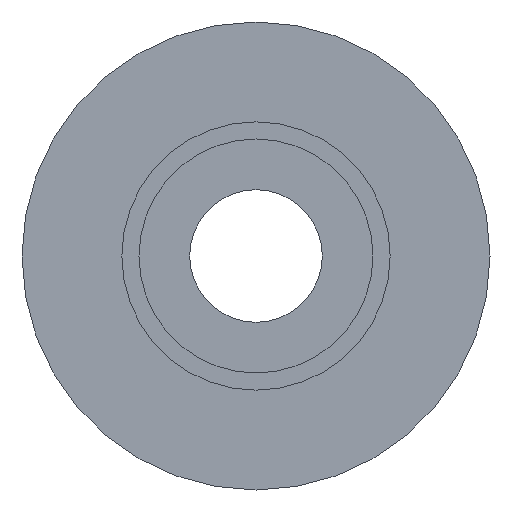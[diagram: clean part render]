
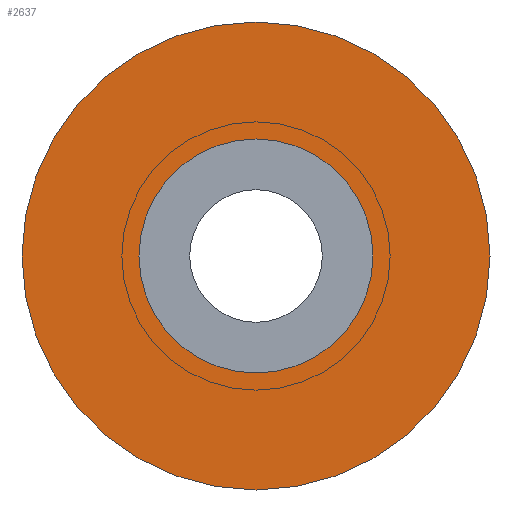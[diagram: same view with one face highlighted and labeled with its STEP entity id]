
A CAD part, left-side view. The second image highlights one B-rep face of the part: STEP entity #2637.
In plain terms, the highlighted planar face has unit normal (-1, 0, 0).
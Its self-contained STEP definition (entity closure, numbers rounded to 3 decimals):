
#27 = CARTESIAN_POINT ( 'NONE',  ( 0., 0., 15. ) ) ;
#134 = DIRECTION ( 'NONE',  ( -1., 0., 0. ) ) ;
#410 = DIRECTION ( 'NONE',  ( 0., 0., 1. ) ) ;
#442 = EDGE_LOOP ( 'NONE', ( #1390 ) ) ;
#609 = CARTESIAN_POINT ( 'NONE',  ( 0., 0., 0. ) ) ;
#697 = PLANE ( 'NONE',  #2302 ) ;
#980 = AXIS2_PLACEMENT_3D ( 'NONE', #609, #1169, #1154 ) ;
#1054 = CIRCLE ( 'NONE', #980, 7.5 ) ;
#1154 = DIRECTION ( 'NONE',  ( 0., 0., 1. ) ) ;
#1169 = DIRECTION ( 'NONE',  ( -1., 0., 0. ) ) ;
#1241 = EDGE_LOOP ( 'NONE', ( #1704 ) ) ;
#1255 = DIRECTION ( 'NONE',  ( -1., 0., 0. ) ) ;
#1390 = ORIENTED_EDGE ( 'NONE', *, *, #2635, .T. ) ;
#1440 = CARTESIAN_POINT ( 'NONE',  ( 0., 0., 7.5 ) ) ;
#1504 = FACE_BOUND ( 'NONE', #1241, .T. ) ;
#1704 = ORIENTED_EDGE ( 'NONE', *, *, #3192, .F. ) ;
#1811 = CARTESIAN_POINT ( 'NONE',  ( 0., 0., 0. ) ) ;
#2217 = VERTEX_POINT ( 'NONE', #1440 ) ;
#2254 = VERTEX_POINT ( 'NONE', #27 ) ;
#2302 = AXIS2_PLACEMENT_3D ( 'NONE', #2945, #1255, #410 ) ;
#2506 = CIRCLE ( 'NONE', #3501, 15. ) ;
#2635 = EDGE_CURVE ( 'NONE', #2254, #2254, #2506, .T. ) ;
#2637 = ADVANCED_FACE ( 'NONE', ( #1504, #2910 ), #697, .T. ) ;
#2662 = DIRECTION ( 'NONE',  ( 0., 0., 1. ) ) ;
#2910 = FACE_OUTER_BOUND ( 'NONE', #442, .T. ) ;
#2945 = CARTESIAN_POINT ( 'NONE',  ( 0., 0., 0. ) ) ;
#3192 = EDGE_CURVE ( 'NONE', #2217, #2217, #1054, .T. ) ;
#3501 = AXIS2_PLACEMENT_3D ( 'NONE', #1811, #134, #2662 ) ;
